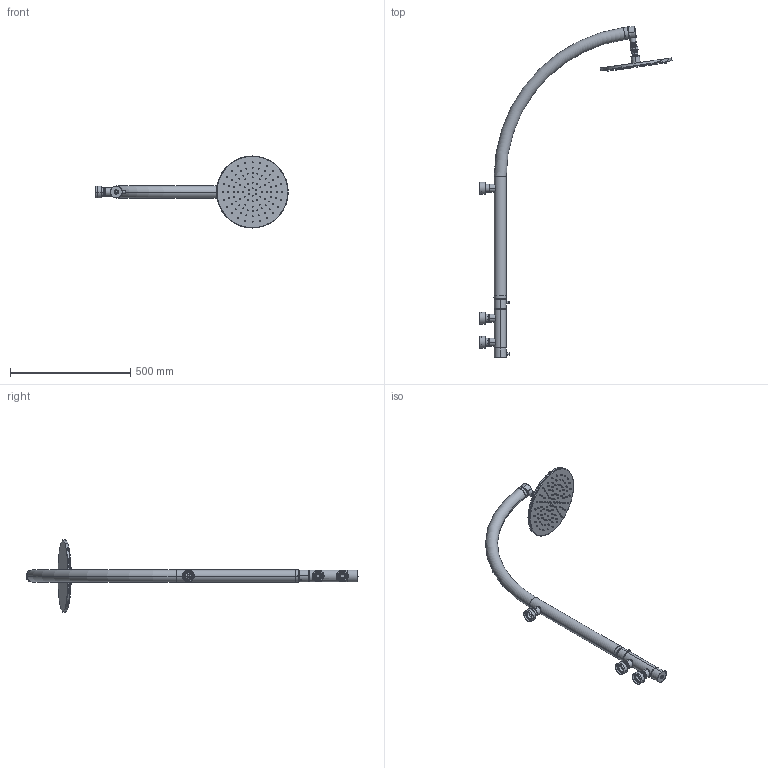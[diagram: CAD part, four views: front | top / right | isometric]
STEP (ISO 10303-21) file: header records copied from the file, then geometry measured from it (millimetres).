
FILE_DESCRIPTION(('CATIA V5 STEP Exchange','CAx-IF Rec.Pracs.--- Model Styling and Organization---1.5--- 2016-08-15','CAx-IF Rec.Pracs.---Supplemental Geometry---1.0---2011-11-01','CAx-IF Rec.Pracs.--- Composite Materials ---3.4---2017-06-13','CAx-IF Rec.Pracs.---Tessellated 3D Geometry---1.0---2015-12-17'),'2;1');
FILE_NAME('LNC91010.stp','2023-02-06T08:27:19+00:00',('none'),('none'),'CATIA Version 5-6 Release 2020 SP2','CATIA V5 STEP AP242 v2','none');
FILE_SCHEMA(('AP242_MANAGED_MODEL_BASED_3D_ENGINEERING_MIM_LF {1 0 10303 442 1 1 4}'));
Length unit declared in the file: millimetre
Products named in the file (1): 801_KR31_ASM_AllCATPart
Bounding box: 800.05 x 1380.8 x 300 mm (x, y, z)
Volume: 1099259.1 mm3; surface area: 882554.2 mm2
Topology: 23 solids, 174 shells, 1201 faces, 3229 edges, 2442 vertices
Faces by surface type: cylinder 425, plane 341, cone 325, torus 86, bspline 14, sphere 10
Entity records: 41800 total; most frequent: CARTESIAN_POINT 14954, ORIENTED_EDGE 5620, DIRECTION 3804, EDGE_CURVE 3213, VERTEX_POINT 2442, AXIS2_PLACEMENT_3D 2247, CIRCLE 1593, EDGE_LOOP 1505
